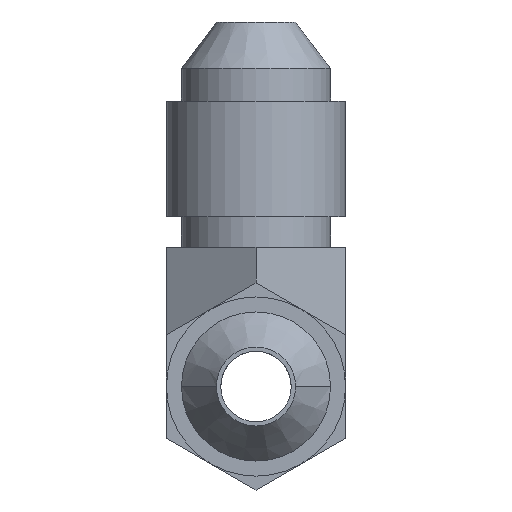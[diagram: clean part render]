
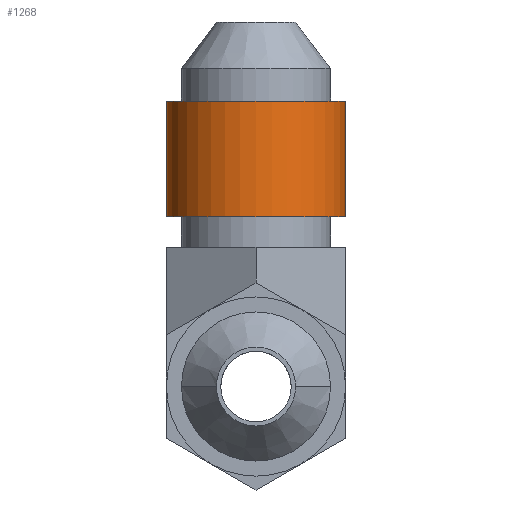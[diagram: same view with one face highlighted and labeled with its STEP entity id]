
A CAD part, left-side view. The second image highlights one B-rep face of the part: STEP entity #1268.
In plain terms, the highlighted cylindrical face has radius 5.556 mm (diameter 11.112 mm), a partial arc.
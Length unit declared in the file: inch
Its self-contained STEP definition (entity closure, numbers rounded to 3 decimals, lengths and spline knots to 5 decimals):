
#397=DIRECTION('',(0.,0.,-1.));
#398=VECTOR('',#397,0.282);
#399=CARTESIAN_POINT('',(0.,-0.21875,0.697));
#400=LINE('',#399,#398);
#401=DIRECTION('',(0.,0.,-1.));
#402=VECTOR('',#401,0.282);
#403=CARTESIAN_POINT('',(0.,0.21875,0.697));
#404=LINE('',#403,#402);
#405=CARTESIAN_POINT('',(0.,0.,0.697));
#406=DIRECTION('',(0.,0.,-1.));
#407=DIRECTION('',(0.,-1.,0.));
#408=AXIS2_PLACEMENT_3D('',#405,#406,#407);
#420=CARTESIAN_POINT('',(0.,0.,0.415));
#421=DIRECTION('',(0.,0.,-1.));
#422=DIRECTION('',(0.,-1.,0.));
#423=AXIS2_PLACEMENT_3D('',#420,#421,#422);
#639=CARTESIAN_POINT('',(0.,-0.21875,0.697));
#640=CARTESIAN_POINT('',(0.,-0.21875,0.415));
#641=VERTEX_POINT('',#639);
#642=VERTEX_POINT('',#640);
#649=CARTESIAN_POINT('',(0.,0.21875,0.697));
#650=CARTESIAN_POINT('',(0.,0.21875,0.415));
#651=VERTEX_POINT('',#649);
#652=VERTEX_POINT('',#650);
#1254=CARTESIAN_POINT('',(0.,0.,0.3125));
#1255=DIRECTION('',(0.,0.,1.));
#1256=DIRECTION('',(0.,1.,0.));
#1257=AXIS2_PLACEMENT_3D('',#1254,#1255,#1256);
#1258=CYLINDRICAL_SURFACE('',#1257,0.21875);
#1260=ORIENTED_EDGE('',*,*,#1259,.T.);
#1262=ORIENTED_EDGE('',*,*,#1261,.T.);
#1264=ORIENTED_EDGE('',*,*,#1263,.F.);
#1265=ORIENTED_EDGE('',*,*,#1243,.F.);
#1266=EDGE_LOOP('',(#1260,#1262,#1264,#1265));
#1267=FACE_OUTER_BOUND('',#1266,.F.);
#1268=ADVANCED_FACE('',(#1267),#1258,.T.);
#409=CIRCLE('',#408,0.21875);
#424=CIRCLE('',#423,0.21875);
#1243=EDGE_CURVE('',#641,#651,#409,.T.);
#1259=EDGE_CURVE('',#641,#642,#400,.T.);
#1261=EDGE_CURVE('',#642,#652,#424,.T.);
#1263=EDGE_CURVE('',#651,#652,#404,.T.);
